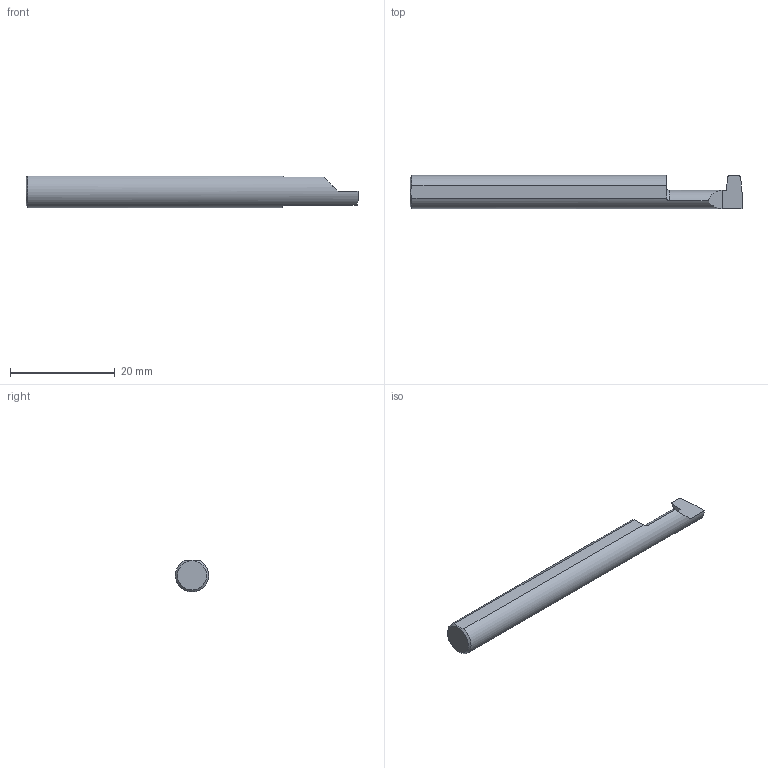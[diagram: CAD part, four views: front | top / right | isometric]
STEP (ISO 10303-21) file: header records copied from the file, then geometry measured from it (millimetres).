
FILE_DESCRIPTION (( 'STEP AP203' ), '1' );
FILE_NAME ('224801-GOR096-8.STEP', '2024-07-03T18:39:18', ( '' ), ( '' ), 'SwSTEP 2.0', 'SolidWorks 2024', '' );
FILE_SCHEMA (( 'CONFIG_CONTROL_DESIGN' ));
Length unit declared in the file: inch
Products named in the file (1): 224801-GOR096-8
Bounding box: 63.5 x 6.34 x 6.09 mm (x, y, z)
Volume: 1705 mm3; surface area: 1230.2 mm2
Topology: 1 solids, 1 shells, 25 faces, 65 edges, 42 vertices
Faces by surface type: plane 16, cylinder 6, cone 2, torus 1
Entity records: 852 total; most frequent: CARTESIAN_POINT 194, ORIENTED_EDGE 130, DIRECTION 111, EDGE_CURVE 65, VERTEX_POINT 42, LINE 37, AXIS2_PLACEMENT_3D 37, VECTOR 37
